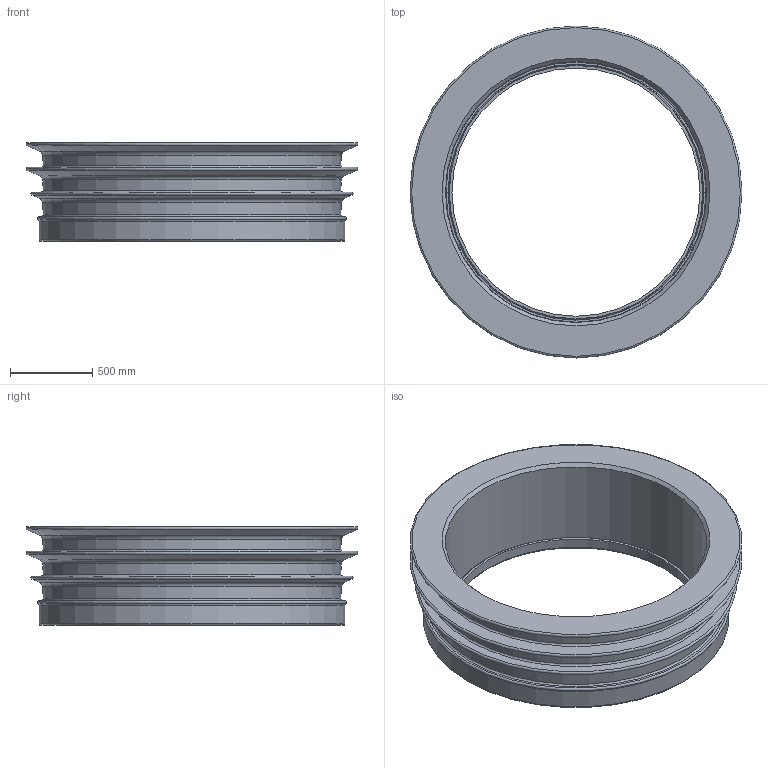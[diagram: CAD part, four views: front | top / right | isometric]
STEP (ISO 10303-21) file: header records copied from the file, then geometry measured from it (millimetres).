
FILE_DESCRIPTION(/* description */ (''),/* implementation_level */ '2;1');
FILE_NAME(/* name */ '00941.150X_3D.stp',/* time_stamp */ '2025-06-19T10:04:37+02:00',/* author */ ('N.Hausmann'),/* organization */ (''),/* preprocessor_version */ 'ST-DEVELOPER v20',/* originating_system */ 'AutoCAD Mechanical',/* authorisation */ '');
FILE_SCHEMA (('AUTOMOTIVE_DESIGN { 1 0 10303 214 3 1 1 }'));
Length unit declared in the file: centimetre
Products named in the file (2): Product; *S0
Assembly tree (1 placements, depth 2):
  Product
    *S0
Bounding box: 2019.99 x 2019.99 x 600 mm (x, y, z)
Volume: 449458913.5 mm3; surface area: 11304712.7 mm2
Topology: 1 solids, 1 shells, 1024 faces, 2763 edges, 1836 vertices
Faces by surface type: plane 560, bspline 437, torus 16, cone 7, cylinder 4
Full cylindrical faces by diameter (mm): 1510 x1, 1550 x1, 1590 x1, 1860 x1
Entity records: 34124 total; most frequent: CARTESIAN_POINT 11307, ORIENTED_EDGE 5526, DIRECTION 3121, EDGE_CURVE 2763, LINE 1837, VECTOR 1837, VERTEX_POINT 1836, EDGE_LOOP 1121
